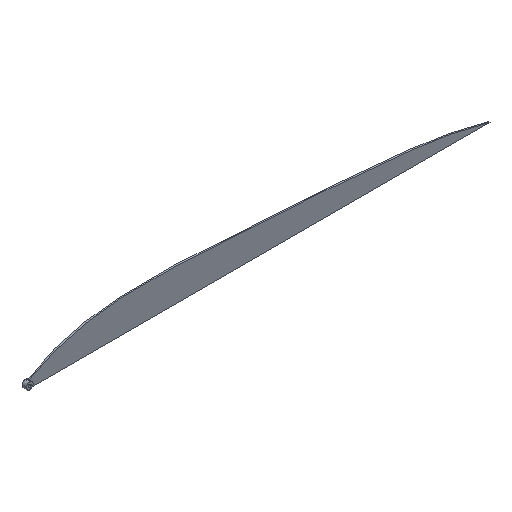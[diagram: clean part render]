
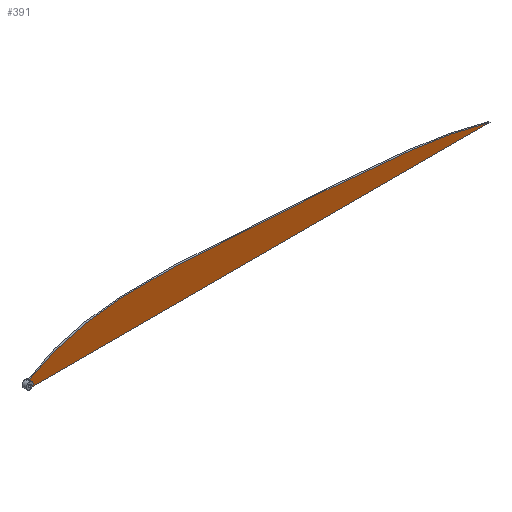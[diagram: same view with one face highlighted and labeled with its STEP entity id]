
A CAD part, isometric view. The second image highlights one B-rep face of the part: STEP entity #391.
In plain terms, the highlighted planar face has unit normal (0, -1, 0).
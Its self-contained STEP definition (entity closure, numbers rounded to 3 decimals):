
#14 = B_SPLINE_CURVE_WITH_KNOTS ( 'NONE', 3,
 ( #103, #129, #220, #412, #271 ),
 .UNSPECIFIED., .F., .F.,
 ( 4, 1, 4 ),
 ( 0., 0.749, 1. ),
 .UNSPECIFIED. ) ;
#34 = DIRECTION ( 'NONE',  ( 0., 1., 0. ) ) ;
#43 = ORIENTED_EDGE ( 'NONE', *, *, #354, .F. ) ;
#45 = ORIENTED_EDGE ( 'NONE', *, *, #406, .T. ) ;
#61 = VERTEX_POINT ( 'NONE', #237 ) ;
#63 = VERTEX_POINT ( 'NONE', #262 ) ;
#98 = DIRECTION ( 'NONE',  ( 0., 1., 0. ) ) ;
#103 = CARTESIAN_POINT ( 'NONE',  ( 0., -0.5, 2.5 ) ) ;
#111 = AXIS2_PLACEMENT_3D ( 'NONE', #473, #34, #218 ) ;
#129 = CARTESIAN_POINT ( 'NONE',  ( 43.909, -0.5, 27.7 ) ) ;
#163 = VERTEX_POINT ( 'NONE', #482 ) ;
#173 = ORIENTED_EDGE ( 'NONE', *, *, #187, .F. ) ;
#185 = FACE_OUTER_BOUND ( 'NONE', #215, .T. ) ;
#187 = EDGE_CURVE ( 'NONE', #63, #163, #196, .T. ) ;
#196 = LINE ( 'NONE', #245, #380 ) ;
#215 = EDGE_LOOP ( 'NONE', ( #43, #45, #173 ) ) ;
#218 = DIRECTION ( 'NONE',  ( 0., 0., 1. ) ) ;
#220 = CARTESIAN_POINT ( 'NONE',  ( 102.572, -0.5, 21.333 ) ) ;
#237 = CARTESIAN_POINT ( 'NONE',  ( 0., -0.5, 2.5 ) ) ;
#245 = CARTESIAN_POINT ( 'NONE',  ( 0., -0.5, -2.5 ) ) ;
#253 = DIRECTION ( 'NONE',  ( -1., 0., 0. ) ) ;
#262 = CARTESIAN_POINT ( 'NONE',  ( 330., -0.5, -2.5 ) ) ;
#271 = CARTESIAN_POINT ( 'NONE',  ( 330., -0.5, -2.5 ) ) ;
#314 = AXIS2_PLACEMENT_3D ( 'NONE', #316, #98, #386 ) ;
#316 = CARTESIAN_POINT ( 'NONE',  ( 109.891, -0.5, 20.764 ) ) ;
#354 = EDGE_CURVE ( 'NONE', #61, #63, #14, .T. ) ;
#361 = CIRCLE ( 'NONE', #111, 2.5 ) ;
#380 = VECTOR ( 'NONE', #253, 1000. ) ;
#386 = DIRECTION ( 'NONE',  ( 0., 0., 1. ) ) ;
#391 = ADVANCED_FACE ( 'NONE', ( #185 ), #461, .F. ) ;
#406 = EDGE_CURVE ( 'NONE', #61, #163, #361, .T. ) ;
#412 = CARTESIAN_POINT ( 'NONE',  ( 292.7, -0.5, 8.654 ) ) ;
#461 = PLANE ( 'NONE',  #314 ) ;
#473 = CARTESIAN_POINT ( 'NONE',  ( 0., -0.5, 0. ) ) ;
#482 = CARTESIAN_POINT ( 'NONE',  ( 0., -0.5, -2.5 ) ) ;
